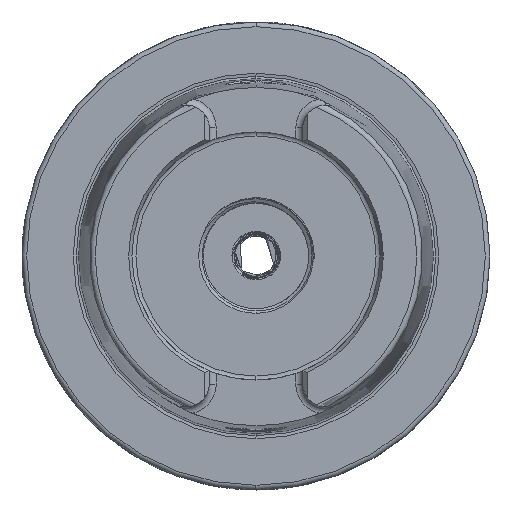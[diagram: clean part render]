
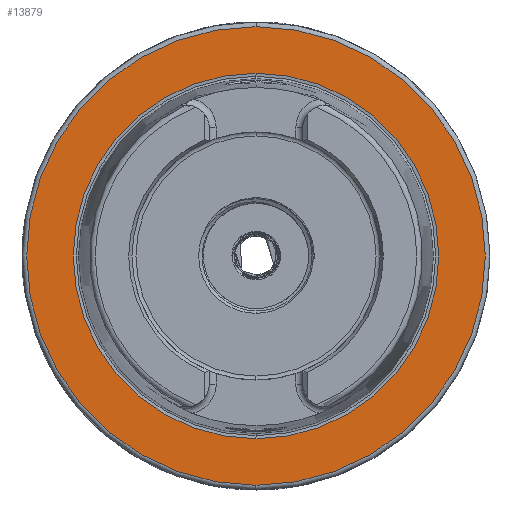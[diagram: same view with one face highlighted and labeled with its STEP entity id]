
A CAD part, left-side view. The second image highlights one B-rep face of the part: STEP entity #13879.
In plain terms, the highlighted planar face has unit normal (-1, 0, 0).
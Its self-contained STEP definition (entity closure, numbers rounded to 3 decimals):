
#456 = CARTESIAN_POINT ( 'NONE',  ( 0., 0., 0. ) ) ;
#457 = DIRECTION ( 'NONE',  ( 1., 0., 0. ) ) ;
#458 = DIRECTION ( 'NONE',  ( 0., 0., -1. ) ) ;
#459 = CARTESIAN_POINT ( 'NONE',  ( 0., 0., 0. ) ) ;
#460 = DIRECTION ( 'NONE',  ( -1., 0., 0. ) ) ;
#461 = DIRECTION ( 'NONE',  ( 0., 0., 1. ) ) ;
#6164 = EDGE_LOOP ( 'NONE', ( #14286, #14288 ) ) ;
#6165 = EDGE_LOOP ( 'NONE', ( #14292, #14290 ) ) ;
#6430 = CARTESIAN_POINT ( 'NONE',  ( 0., 0., 0. ) ) ;
#6432 = DIRECTION ( 'NONE',  ( -1., 0., 0. ) ) ;
#6434 = DIRECTION ( 'NONE',  ( 0., 0., 1. ) ) ;
#10471 = VERTEX_POINT ( 'NONE', #12216 ) ;
#10472 = VERTEX_POINT ( 'NONE', #12217 ) ;
#11151 = EDGE_CURVE ( 'NONE', #25137, #25133, #24996, .T. ) ;
#11169 = EDGE_CURVE ( 'NONE', #10472, #10471, #25001, .T. ) ;
#12216 = CARTESIAN_POINT ( 'NONE',  ( 0., 0., -39.054 ) ) ;
#12217 = CARTESIAN_POINT ( 'NONE',  ( 0., 0., 39.054 ) ) ;
#12938 = PLANE ( 'NONE',  #24037 ) ;
#12939 = CARTESIAN_POINT ( 'NONE',  ( 0., 39.054, 0. ) ) ;
#12940 = DIRECTION ( 'NONE',  ( -1., 0., 0. ) ) ;
#12941 = DIRECTION ( 'NONE',  ( 0., 0., 1. ) ) ;
#13349 = EDGE_CURVE ( 'NONE', #10471, #10472, #18865, .T. ) ;
#13351 = EDGE_CURVE ( 'NONE', #25133, #25137, #18866, .T. ) ;
#13879 = ADVANCED_FACE ( 'NONE', ( #24032, #24035 ), #12938, .T. ) ;
#14286 = ORIENTED_EDGE ( 'NONE', *, *, #11151, .T. ) ;
#14288 = ORIENTED_EDGE ( 'NONE', *, *, #13351, .T. ) ;
#14290 = ORIENTED_EDGE ( 'NONE', *, *, #13349, .T. ) ;
#14292 = ORIENTED_EDGE ( 'NONE', *, *, #11169, .T. ) ;
#16305 = AXIS2_PLACEMENT_3D ( 'NONE', #6430, #6432, #6434 ) ;
#16319 = AXIS2_PLACEMENT_3D ( 'NONE', #19487, #19488, #19489 ) ;
#17668 = CARTESIAN_POINT ( 'NONE',  ( 0., 0., -49. ) ) ;
#17672 = CARTESIAN_POINT ( 'NONE',  ( 0., 0., 49. ) ) ;
#18865 = CIRCLE ( 'NONE', #24388, 39.054 ) ;
#18866 = CIRCLE ( 'NONE', #24387, 49. ) ;
#19487 = CARTESIAN_POINT ( 'NONE',  ( 0., 0., 0. ) ) ;
#19488 = DIRECTION ( 'NONE',  ( 1., 0., 0. ) ) ;
#19489 = DIRECTION ( 'NONE',  ( 0., 0., -1. ) ) ;
#24032 = FACE_OUTER_BOUND ( 'NONE', #6164, .T. ) ;
#24035 = FACE_BOUND ( 'NONE', #6165, .T. ) ;
#24037 = AXIS2_PLACEMENT_3D ( 'NONE', #12939, #12940, #12941 ) ;
#24387 = AXIS2_PLACEMENT_3D ( 'NONE', #459, #460, #461 ) ;
#24388 = AXIS2_PLACEMENT_3D ( 'NONE', #456, #457, #458 ) ;
#24996 = CIRCLE ( 'NONE', #16305, 49. ) ;
#25001 = CIRCLE ( 'NONE', #16319, 39.054 ) ;
#25133 = VERTEX_POINT ( 'NONE', #17668 ) ;
#25137 = VERTEX_POINT ( 'NONE', #17672 ) ;
